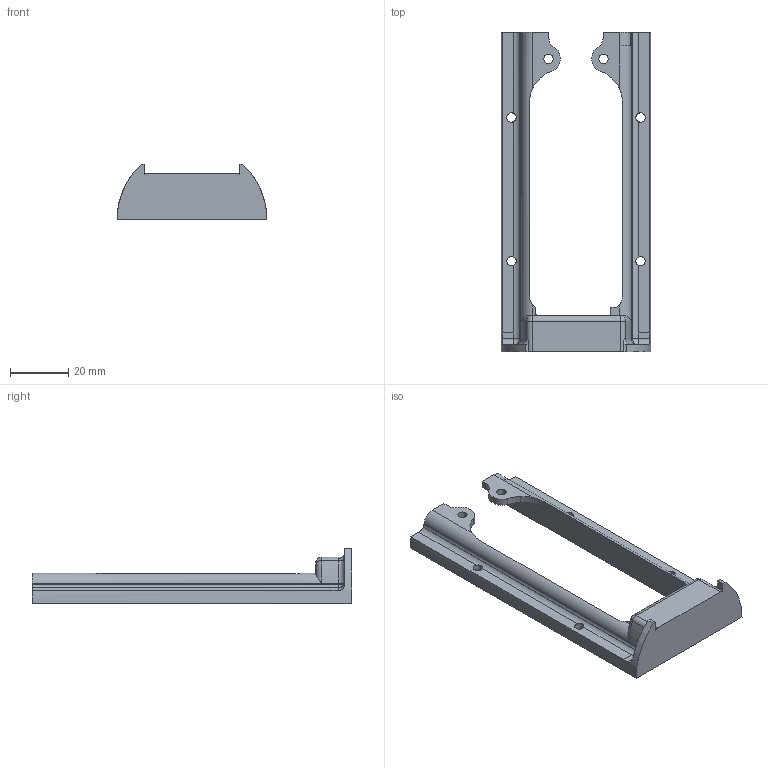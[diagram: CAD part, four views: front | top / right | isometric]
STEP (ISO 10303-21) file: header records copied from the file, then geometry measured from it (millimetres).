
FILE_DESCRIPTION(/* description */ (''),/* implementation_level */ '2;1');
FILE_NAME(/* name */ 'Housing2.step',/* time_stamp */ '2024-08-08T10:33:08-04:00',/* author */ (''),/* organization */ (''),/* preprocessor_version */ 'ST-DEVELOPER v20',/* originating_system */ 'Autodesk Translation Framework v13.14.0.145',/* authorisation */ '');
FILE_SCHEMA (('AUTOMOTIVE_DESIGN { 1 0 10303 214 3 1 1 }'));
Length unit declared in the file: millimetre
Products named in the file (1): Housing2
Bounding box: 51.65 x 110.16 x 19 mm (x, y, z)
Volume: 19157.2 mm3; surface area: 11332.8 mm2
Topology: 1 solids, 3 shells, 122 faces, 334 edges, 212 vertices
Faces by surface type: plane 52, cylinder 50, torus 10, bspline 6, sphere 4
Full cylindrical faces by diameter (mm): 3.2 x6
Entity records: 4156 total; most frequent: CARTESIAN_POINT 940, DIRECTION 674, ORIENTED_EDGE 670, EDGE_CURVE 335, AXIS2_PLACEMENT_3D 244, VERTEX_POINT 218, LINE 186, VECTOR 186
